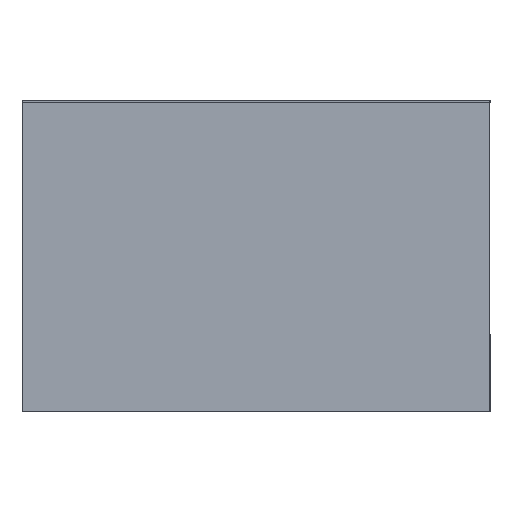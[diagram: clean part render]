
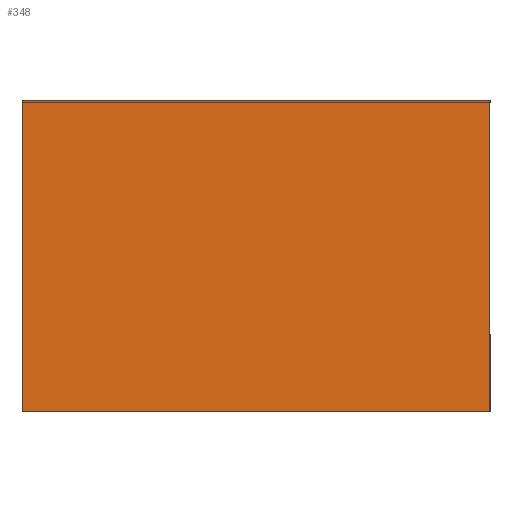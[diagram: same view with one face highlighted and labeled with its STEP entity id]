
A CAD part, left-side view. The second image highlights one B-rep face of the part: STEP entity #348.
In plain terms, the highlighted planar face has unit normal (-1, 0, 0).
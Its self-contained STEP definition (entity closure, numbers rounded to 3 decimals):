
#219 = VERTEX_POINT('',#220);
#220 = CARTESIAN_POINT('',(-1.5,0.,0.)
  );
#226 = EDGE_CURVE('',#219,#227,#229,.T.);
#227 = VERTEX_POINT('',#228);
#228 = CARTESIAN_POINT('',(-1.5,303.,0.));
#229 = LINE('',#230,#231);
#230 = CARTESIAN_POINT('',(-1.5,0.,0.));
#231 = VECTOR('',#232,1.);
#232 = DIRECTION('',(0.,1.,0.));
#257 = EDGE_CURVE('',#227,#258,#260,.T.);
#258 = VERTEX_POINT('',#259);
#259 = CARTESIAN_POINT('',(-1.5,303.,201.5));
#260 = LINE('',#261,#262);
#261 = CARTESIAN_POINT('',(-1.5,303.,0.));
#262 = VECTOR('',#263,1.);
#263 = DIRECTION('',(0.,0.,1.));
#288 = EDGE_CURVE('',#258,#289,#291,.T.);
#289 = VERTEX_POINT('',#290);
#290 = CARTESIAN_POINT('',(-1.5,0.,201.5));
#291 = LINE('',#292,#293);
#292 = CARTESIAN_POINT('',(-1.5,303.,201.5));
#293 = VECTOR('',#294,1.);
#294 = DIRECTION('',(0.,-1.,0.));
#319 = EDGE_CURVE('',#289,#219,#320,.T.);
#320 = LINE('',#321,#322);
#321 = CARTESIAN_POINT('',(-1.5,0.,201.5));
#322 = VECTOR('',#323,1.);
#323 = DIRECTION('',(0.,0.,-1.));
#348 = ADVANCED_FACE('',(#349),#355,.F.);
#349 = FACE_BOUND('',#350,.F.);
#350 = EDGE_LOOP('',(#351,#352,#353,#354));
#351 = ORIENTED_EDGE('',*,*,#226,.T.);
#352 = ORIENTED_EDGE('',*,*,#257,.T.);
#353 = ORIENTED_EDGE('',*,*,#288,.T.);
#354 = ORIENTED_EDGE('',*,*,#319,.T.);
#355 = PLANE('',#356);
#356 = AXIS2_PLACEMENT_3D('',#357,#358,#359);
#357 = CARTESIAN_POINT('',(-1.5,151.5,100.75));
#358 = DIRECTION('',(1.,0.,0.));
#359 = DIRECTION('',(0.,0.,1.));
